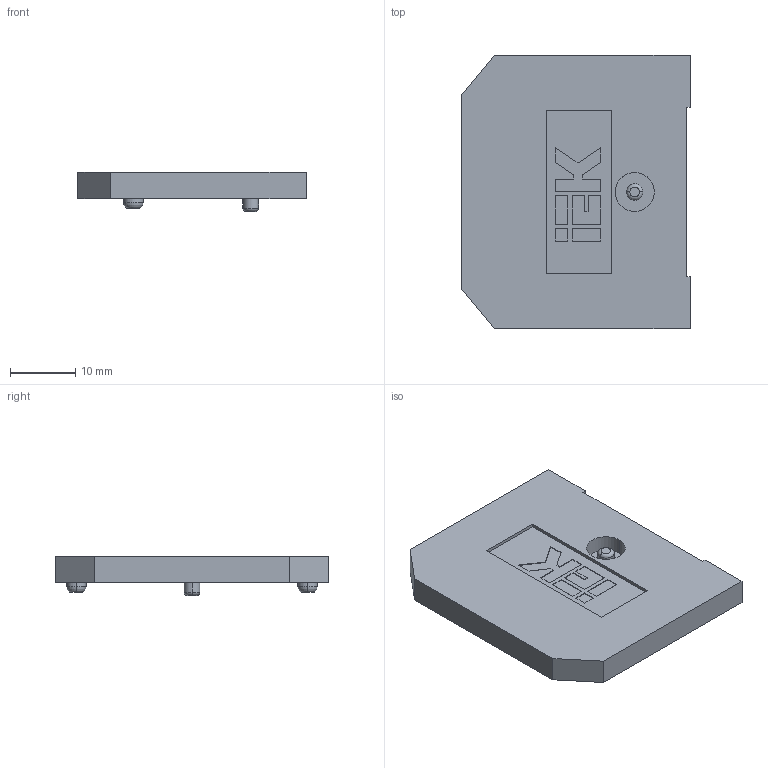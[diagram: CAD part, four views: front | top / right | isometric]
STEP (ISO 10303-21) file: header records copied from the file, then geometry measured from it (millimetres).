
FILE_DESCRIPTION (( 'STEP AP203' ), '1' );
FILE_NAME ('YZN10D-ZGL-010-K07 Çàãëóøêà äëÿ ÇÍÈ-10ìì2 (JXB70A) ñèíèé ÈÝÊ.STEP', '2016-08-25T06:29:27', ( '' ), ( '' ), 'SwSTEP 2.0', 'SolidWorks 2014', '' );
FILE_SCHEMA (( 'CONFIG_CONTROL_DESIGN' ));
Length unit declared in the file: millimetre
Products named in the file (1): YZN10D-ZGL-010-K07 Çàãëóøêà äëÿ ÇÍÈ-10ìì2 (JXB70A) ñèíèé     ÈÝÊ
Bounding box: 35 x 42 x 6 mm (x, y, z)
Volume: 2677.4 mm3; surface area: 4075.9 mm2
Topology: 1 solids, 1 shells, 106 faces, 261 edges, 170 vertices
Faces by surface type: plane 75, cylinder 23, torus 8
Entity records: 3184 total; most frequent: CARTESIAN_POINT 538, DIRECTION 533, ORIENTED_EDGE 522, EDGE_CURVE 261, LINE 203, VECTOR 203, VERTEX_POINT 170, AXIS2_PLACEMENT_3D 165
